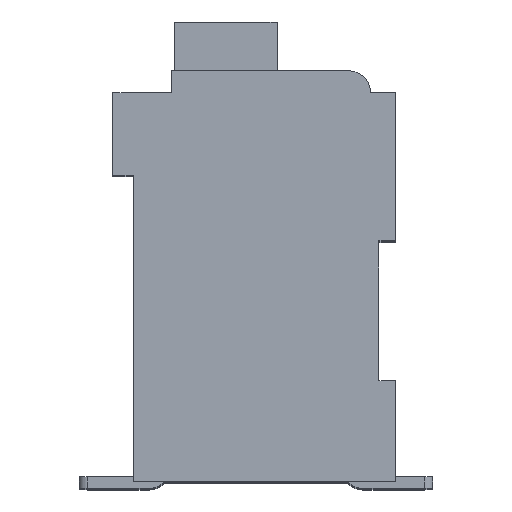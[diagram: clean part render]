
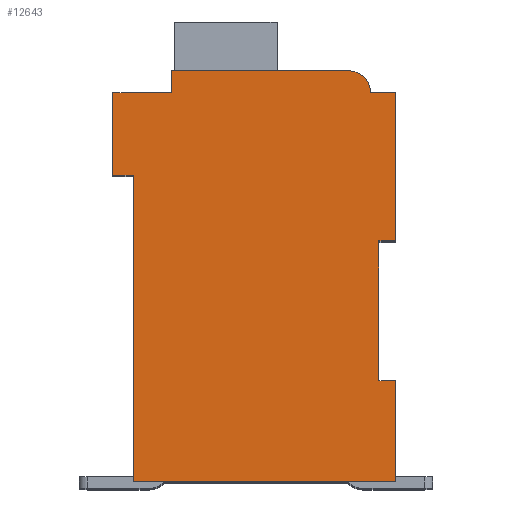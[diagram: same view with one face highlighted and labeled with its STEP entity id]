
A CAD part, top view. The second image highlights one B-rep face of the part: STEP entity #12643.
In plain terms, the highlighted planar face has unit normal (0, 0, 1).
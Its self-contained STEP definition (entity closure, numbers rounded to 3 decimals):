
#3240=DIRECTION('',(1.,0.,0.));
#3241=VECTOR('',#3240,0.5);
#3242=CARTESIAN_POINT('',(7.3,7.15,2.1));
#3243=LINE('',#3242,#3241);
#3244=DIRECTION('',(0.,1.,0.));
#3245=VECTOR('',#3244,4.15);
#3246=CARTESIAN_POINT('',(7.3,3.,2.1));
#3247=LINE('',#3246,#3245);
#3248=DIRECTION('',(-1.,0.,0.));
#3249=VECTOR('',#3248,0.5);
#3250=CARTESIAN_POINT('',(7.8,3.,2.1));
#3251=LINE('',#3250,#3249);
#3252=DIRECTION('',(0.,1.,0.));
#3253=VECTOR('',#3252,3.);
#3254=CARTESIAN_POINT('',(7.8,0.,2.1));
#3255=LINE('',#3254,#3253);
#3256=DIRECTION('',(1.,0.,0.));
#3257=VECTOR('',#3256,7.8);
#3258=CARTESIAN_POINT('',(0.,0.,2.1));
#3259=LINE('',#3258,#3257);
#3260=DIRECTION('',(0.,-1.,0.));
#3261=VECTOR('',#3260,9.1);
#3262=CARTESIAN_POINT('',(0.,9.1,2.1));
#3263=LINE('',#3262,#3261);
#3264=DIRECTION('',(1.,0.,0.));
#3265=VECTOR('',#3264,0.6);
#3266=CARTESIAN_POINT('',(-0.6,9.1,2.1));
#3267=LINE('',#3266,#3265);
#3268=DIRECTION('',(0.,-1.,0.));
#3269=VECTOR('',#3268,2.45);
#3270=CARTESIAN_POINT('',(-0.6,11.55,2.1));
#3271=LINE('',#3270,#3269);
#3272=DIRECTION('',(-1.,0.,0.));
#3273=VECTOR('',#3272,1.75);
#3274=CARTESIAN_POINT('',(1.15,11.55,2.1));
#3275=LINE('',#3274,#3273);
#3276=DIRECTION('',(0.,-1.,0.));
#3277=VECTOR('',#3276,0.65);
#3278=CARTESIAN_POINT('',(1.15,12.2,2.1));
#3279=LINE('',#3278,#3277);
#3280=DIRECTION('',(-1.,0.,0.));
#3281=VECTOR('',#3280,5.25);
#3282=CARTESIAN_POINT('',(6.4,12.2,2.1));
#3283=LINE('',#3282,#3281);
#3284=CARTESIAN_POINT('',(6.4,11.55,2.1));
#3285=DIRECTION('',(0.,0.,1.));
#3286=DIRECTION('',(1.,0.,0.));
#3287=AXIS2_PLACEMENT_3D('',#3284,#3285,#3286);
#3289=DIRECTION('',(-1.,0.,0.));
#3290=VECTOR('',#3289,0.75);
#3291=CARTESIAN_POINT('',(7.8,11.55,2.1));
#3292=LINE('',#3291,#3290);
#3293=DIRECTION('',(0.,1.,0.));
#3294=VECTOR('',#3293,4.4);
#3295=CARTESIAN_POINT('',(7.8,7.15,2.1));
#3296=LINE('',#3295,#3294);
#6955=CARTESIAN_POINT('',(7.3,7.15,2.1));
#6956=CARTESIAN_POINT('',(7.8,7.15,2.1));
#6957=VERTEX_POINT('',#6955);
#6958=VERTEX_POINT('',#6956);
#6959=CARTESIAN_POINT('',(7.8,11.55,2.1));
#6960=VERTEX_POINT('',#6959);
#6961=CARTESIAN_POINT('',(7.05,11.55,2.1));
#6962=VERTEX_POINT('',#6961);
#6963=CARTESIAN_POINT('',(6.4,12.2,2.1));
#6964=VERTEX_POINT('',#6963);
#6965=CARTESIAN_POINT('',(1.15,12.2,2.1));
#6966=VERTEX_POINT('',#6965);
#6967=CARTESIAN_POINT('',(1.15,11.55,2.1));
#6968=VERTEX_POINT('',#6967);
#6969=CARTESIAN_POINT('',(-0.6,11.55,2.1));
#6970=VERTEX_POINT('',#6969);
#6971=CARTESIAN_POINT('',(-0.6,9.1,2.1));
#6972=VERTEX_POINT('',#6971);
#6973=CARTESIAN_POINT('',(0.,9.1,2.1));
#6974=VERTEX_POINT('',#6973);
#6975=CARTESIAN_POINT('',(0.,0.,2.1));
#6976=VERTEX_POINT('',#6975);
#6977=CARTESIAN_POINT('',(7.8,0.,2.1));
#6978=VERTEX_POINT('',#6977);
#6979=CARTESIAN_POINT('',(7.8,3.,2.1));
#6980=VERTEX_POINT('',#6979);
#6981=CARTESIAN_POINT('',(7.3,3.,2.1));
#6982=VERTEX_POINT('',#6981);
#12622=CARTESIAN_POINT('',(0.,0.,2.1));
#12623=DIRECTION('',(0.,0.,1.));
#12624=DIRECTION('',(1.,0.,0.));
#12625=AXIS2_PLACEMENT_3D('',#12622,#12623,#12624);
#12626=PLANE('',#12625);
#12627=ORIENTED_EDGE('',*,*,#9136,.F.);
#12628=ORIENTED_EDGE('',*,*,#9524,.F.);
#12629=ORIENTED_EDGE('',*,*,#9806,.F.);
#12630=ORIENTED_EDGE('',*,*,#9981,.F.);
#12631=ORIENTED_EDGE('',*,*,#10192,.F.);
#12632=ORIENTED_EDGE('',*,*,#10481,.F.);
#12633=ORIENTED_EDGE('',*,*,#10994,.F.);
#12634=ORIENTED_EDGE('',*,*,#11123,.F.);
#12635=ORIENTED_EDGE('',*,*,#11315,.F.);
#12636=ORIENTED_EDGE('',*,*,#11702,.F.);
#12637=ORIENTED_EDGE('',*,*,#11998,.F.);
#12638=ORIENTED_EDGE('',*,*,#11366,.F.);
#12639=ORIENTED_EDGE('',*,*,#11583,.F.);
#12640=ORIENTED_EDGE('',*,*,#9419,.F.);
#12641=EDGE_LOOP('',(#12627,#12628,#12629,#12630,#12631,#12632,#12633,#12634,
#12635,#12636,#12637,#12638,#12639,#12640));
#12642=FACE_OUTER_BOUND('',#12641,.F.);
#3288=CIRCLE('',#3287,0.65);
#9136=EDGE_CURVE('',#6957,#6958,#3243,.T.);
#9419=EDGE_CURVE('',#6958,#6960,#3296,.T.);
#9524=EDGE_CURVE('',#6982,#6957,#3247,.T.);
#9806=EDGE_CURVE('',#6980,#6982,#3251,.T.);
#9981=EDGE_CURVE('',#6978,#6980,#3255,.T.);
#10192=EDGE_CURVE('',#6976,#6978,#3259,.T.);
#10481=EDGE_CURVE('',#6974,#6976,#3263,.T.);
#10994=EDGE_CURVE('',#6972,#6974,#3267,.T.);
#11123=EDGE_CURVE('',#6970,#6972,#3271,.T.);
#11315=EDGE_CURVE('',#6968,#6970,#3275,.T.);
#11366=EDGE_CURVE('',#6962,#6964,#3288,.T.);
#11583=EDGE_CURVE('',#6960,#6962,#3292,.T.);
#11702=EDGE_CURVE('',#6966,#6968,#3279,.T.);
#11998=EDGE_CURVE('',#6964,#6966,#3283,.T.);
#12643=ADVANCED_FACE('',(#12642),#12626,.T.);
